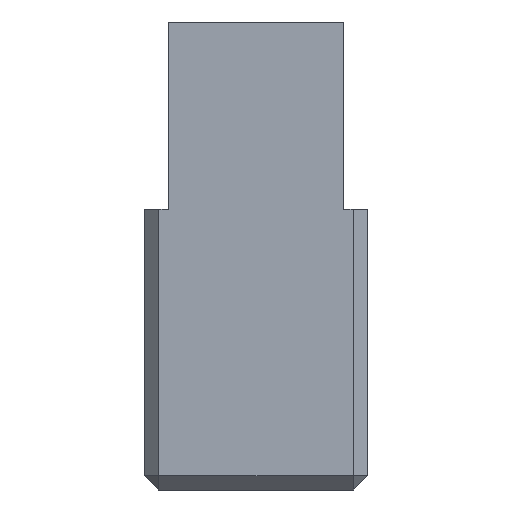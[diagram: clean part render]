
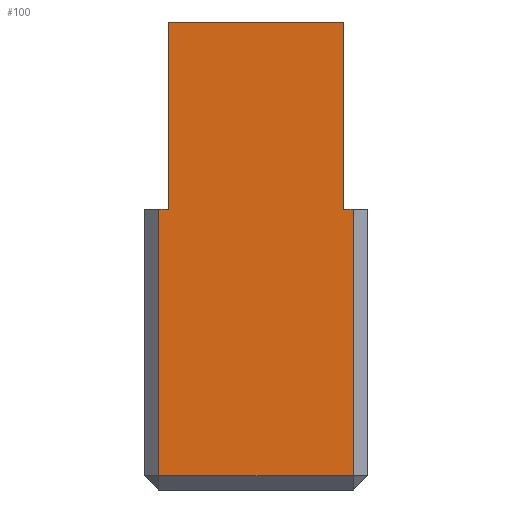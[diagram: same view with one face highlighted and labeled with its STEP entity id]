
A CAD part, left-side view. The second image highlights one B-rep face of the part: STEP entity #100.
In plain terms, the highlighted planar face has unit normal (-1, 0, 0).
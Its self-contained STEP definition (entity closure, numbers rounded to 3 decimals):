
#100=ADVANCED_FACE('',(#182),#148,.T.);
#148=PLANE('',#819);
#182=FACE_OUTER_BOUND('',#216,.T.);
#216=EDGE_LOOP('',(#282,#283,#284,#285,#286,#287,#288,#289));
#282=ORIENTED_EDGE('',*,*,#552,.T.);
#283=ORIENTED_EDGE('',*,*,#553,.T.);
#284=ORIENTED_EDGE('',*,*,#554,.T.);
#285=ORIENTED_EDGE('',*,*,#555,.T.);
#286=ORIENTED_EDGE('',*,*,#556,.T.);
#287=ORIENTED_EDGE('',*,*,#557,.T.);
#288=ORIENTED_EDGE('',*,*,#558,.T.);
#289=ORIENTED_EDGE('',*,*,#559,.F.);
#486=VERTEX_POINT('',#1109);
#487=VERTEX_POINT('',#1110);
#488=VERTEX_POINT('',#1112);
#489=VERTEX_POINT('',#1114);
#490=VERTEX_POINT('',#1116);
#491=VERTEX_POINT('',#1118);
#492=VERTEX_POINT('',#1120);
#493=VERTEX_POINT('',#1122);
#552=EDGE_CURVE('',#486,#487,#654,.T.);
#553=EDGE_CURVE('',#487,#488,#655,.T.);
#554=EDGE_CURVE('',#488,#489,#656,.T.);
#555=EDGE_CURVE('',#489,#490,#657,.T.);
#556=EDGE_CURVE('',#490,#491,#658,.T.);
#557=EDGE_CURVE('',#491,#492,#659,.T.);
#558=EDGE_CURVE('',#492,#493,#660,.T.);
#559=EDGE_CURVE('',#486,#493,#661,.T.);
#654=LINE('',#1108,#736);
#655=LINE('',#1111,#737);
#656=LINE('',#1113,#738);
#657=LINE('',#1115,#739);
#658=LINE('',#1117,#740);
#659=LINE('',#1119,#741);
#660=LINE('',#1121,#742);
#661=LINE('',#1123,#743);
#736=VECTOR('',#889,1.);
#737=VECTOR('',#890,1.);
#738=VECTOR('',#891,1.);
#739=VECTOR('',#892,1.);
#740=VECTOR('',#893,1.);
#741=VECTOR('',#894,1.);
#742=VECTOR('',#895,1.);
#743=VECTOR('',#896,1.);
#819=AXIS2_PLACEMENT_3D('',#1124,#897,#898);
#889=DIRECTION('',(0.,1.,0.));
#890=DIRECTION('',(0.,0.,-1.));
#891=DIRECTION('',(0.,-1.,0.));
#892=DIRECTION('',(0.,0.,1.));
#893=DIRECTION('',(0.,1.,0.));
#894=DIRECTION('',(0.,0.,1.));
#895=DIRECTION('',(0.,1.,0.));
#896=DIRECTION('',(0.,0.,1.));
#897=DIRECTION('',(-1.,0.,0.));
#898=DIRECTION('',(0.,0.,1.));
#1108=CARTESIAN_POINT('',(0.,-0.5,8.1));
#1109=CARTESIAN_POINT('',(0.,-0.5,8.1));
#1110=CARTESIAN_POINT('',(0.,-0.3,8.1));
#1111=CARTESIAN_POINT('',(0.,-0.3,8.1));
#1112=CARTESIAN_POINT('',(0.,-0.3,2.4));
#1113=CARTESIAN_POINT('',(0.,-4.75,2.4));
#1114=CARTESIAN_POINT('',(0.,-4.45,2.4));
#1115=CARTESIAN_POINT('',(0.,-4.45,8.1));
#1116=CARTESIAN_POINT('',(0.,-4.45,8.1));
#1117=CARTESIAN_POINT('',(0.,-4.75,8.1));
#1118=CARTESIAN_POINT('',(0.,-4.25,8.1));
#1119=CARTESIAN_POINT('',(0.,-4.25,8.1));
#1120=CARTESIAN_POINT('',(0.,-4.25,12.1));
#1121=CARTESIAN_POINT('',(0.,-4.75,12.1));
#1122=CARTESIAN_POINT('',(0.,-0.5,12.1));
#1123=CARTESIAN_POINT('',(0.,-0.5,8.1));
#1124=CARTESIAN_POINT('',(0.,-4.75,8.1));
